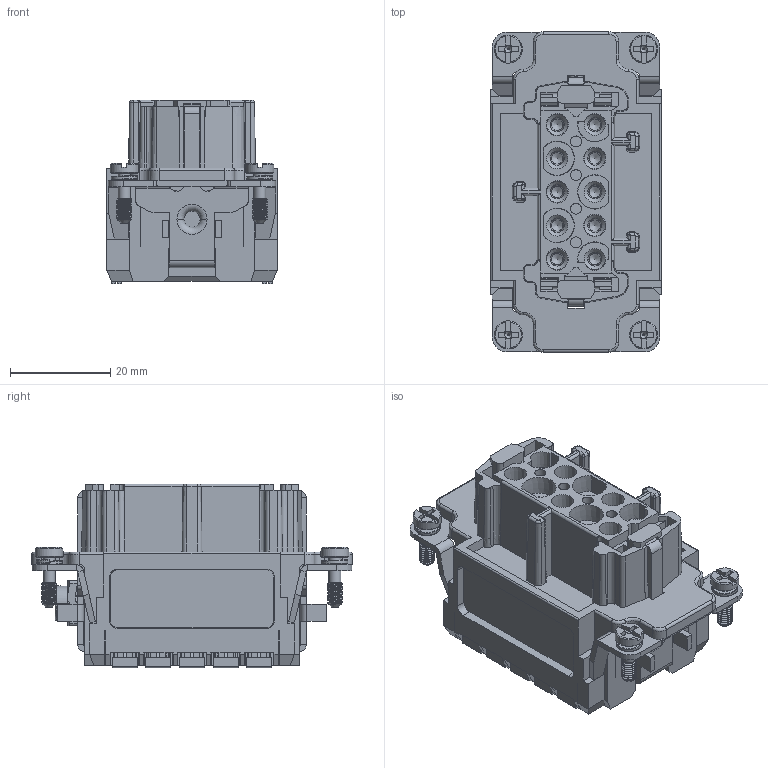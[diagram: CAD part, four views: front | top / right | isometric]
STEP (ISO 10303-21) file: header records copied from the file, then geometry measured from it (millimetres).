
FILE_DESCRIPTION(/* description */ (''),/* implementation_level */ '2;1');
FILE_NAME(/* name */ 'HE-010-FQ P.stp',/* time_stamp */ '2023-08-10T20:23:30+08:00',/* author */ (''),/* organization */ (''),/* preprocessor_version */ 'ST-DEVELOPER v18.1',/* originating_system */ 'SIEMENS PLM Software NX 1980',/* authorisation */ '');
FILE_SCHEMA (('TECHNICAL_DATA_PACKAGING'));
Products named in the file (1): _model1
Bounding box: 34 x 64 x 36.65 mm (x, y, z)
Volume: 28475.9 mm3; surface area: 41839.8 mm2
Topology: 10 solids, 10 shells, 5247 faces, 15527 edges, 10016 vertices
Faces by surface type: plane 3573, cylinder 979, torus 263, cone 233, bspline 109, revolution 70, sphere 20
Full cylindrical faces by diameter (mm): 1.45 x10, 2.2 x4, 2.4 x4, 2.8 x10, 4.5 x10, 5.6 x4
Entity records: 222595 total; most frequent: CARTESIAN_POINT 56399, ORIENTED_EDGE 30534, DIRECTION 26615, EDGE_CURVE 15267, LINE 10487, VECTOR 10487, VERTEX_POINT 9943, AXIS2_PLACEMENT_3D 8029
